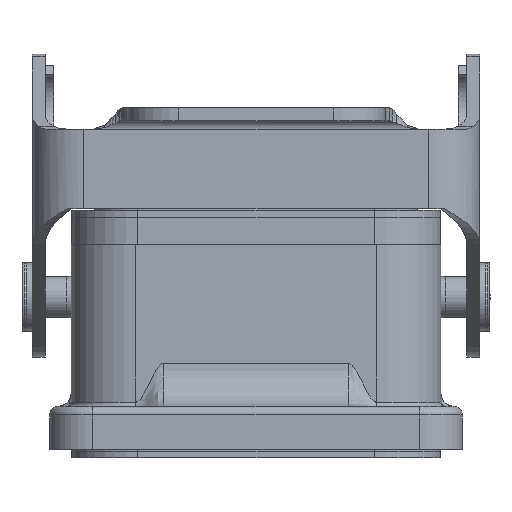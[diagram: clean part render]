
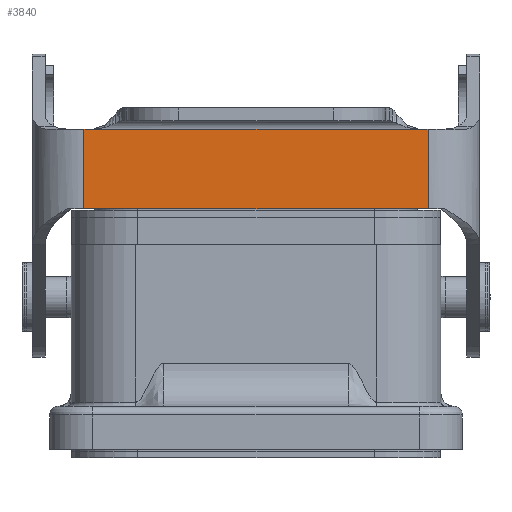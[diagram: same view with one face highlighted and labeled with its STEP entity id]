
A CAD part, left-side view. The second image highlights one B-rep face of the part: STEP entity #3840.
In plain terms, the highlighted planar face has unit normal (-1, 0, 0).
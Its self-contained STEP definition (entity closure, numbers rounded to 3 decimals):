
#3840=ADVANCED_FACE('F5',(#5099),#4587,.F.);
#4587=PLANE('',#17582);
#5099=FACE_OUTER_BOUND('',#5932,.T.);
#5932=EDGE_LOOP('',(#9930,#9931,#9932,#9933,#9934,#9935));
#6914=LINE('',#24788,#7971);
#6939=LINE('',#24975,#7996);
#6940=LINE('',#24978,#7997);
#6941=LINE('',#24980,#7998);
#6942=LINE('',#24981,#7999);
#6943=LINE('',#24983,#8000);
#7971=VECTOR('',#19480,1.);
#7996=VECTOR('',#19565,1.);
#7997=VECTOR('',#19566,1.);
#7998=VECTOR('',#19567,1.);
#7999=VECTOR('',#19568,1.);
#8000=VECTOR('',#19569,1.);
#9930=ORIENTED_EDGE('',*,*,#15128,.F.);
#9931=ORIENTED_EDGE('',*,*,#15129,.F.);
#9932=ORIENTED_EDGE('',*,*,#15130,.F.);
#9933=ORIENTED_EDGE('',*,*,#15075,.F.);
#9934=ORIENTED_EDGE('',*,*,#15131,.F.);
#9935=ORIENTED_EDGE('',*,*,#15132,.F.);
#13477=VERTEX_POINT('',#24787);
#13478=VERTEX_POINT('',#24789);
#13510=VERTEX_POINT('',#24976);
#13511=VERTEX_POINT('',#24977);
#13512=VERTEX_POINT('',#24979);
#13513=VERTEX_POINT('',#24982);
#15075=EDGE_CURVE('E39',#13477,#13478,#6914,.T.);
#15128=EDGE_CURVE('E7',#13510,#13511,#6939,.T.);
#15129=EDGE_CURVE('E41',#13512,#13510,#6940,.T.);
#15130=EDGE_CURVE('E40',#13478,#13512,#6941,.T.);
#15131=EDGE_CURVE('E38',#13513,#13477,#6942,.T.);
#15132=EDGE_CURVE('E37',#13511,#13513,#6943,.T.);
#17582=AXIS2_PLACEMENT_3D('',#24984,#19570,#19571);
#19480=DIRECTION('',(0.,0.,1.));
#19565=DIRECTION('',(0.,-1.,0.));
#19566=DIRECTION('',(0.,-1.,0.));
#19567=DIRECTION('',(0.,-1.,0.));
#19568=DIRECTION('',(0.,1.,0.));
#19569=DIRECTION('',(0.,0.,-1.));
#19570=DIRECTION('',(1.,0.,0.));
#19571=DIRECTION('',(0.,-1.,0.));
#24787=CARTESIAN_POINT('',(-50.901,20.,28.));
#24788=CARTESIAN_POINT('',(-50.901,20.,32.6));
#24789=CARTESIAN_POINT('',(-50.901,20.,37.2));
#24975=CARTESIAN_POINT('',(-50.901,-19.5,37.2));
#24976=CARTESIAN_POINT('',(-50.901,-19.,37.2));
#24977=CARTESIAN_POINT('',(-50.901,-20.,37.2));
#24978=CARTESIAN_POINT('',(-50.901,0.,37.2));
#24979=CARTESIAN_POINT('',(-50.901,19.,37.2));
#24980=CARTESIAN_POINT('',(-50.901,19.5,37.2));
#24981=CARTESIAN_POINT('',(-50.901,0.,28.));
#24982=CARTESIAN_POINT('',(-50.901,-20.,28.));
#24983=CARTESIAN_POINT('',(-50.901,-20.,32.6));
#24984=CARTESIAN_POINT('',(-50.901,20.03,37.23));
